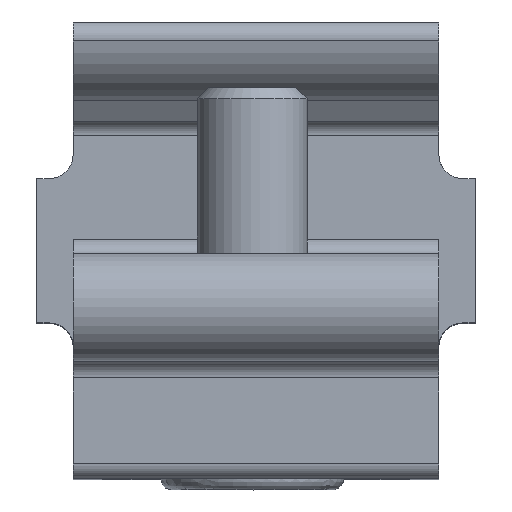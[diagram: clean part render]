
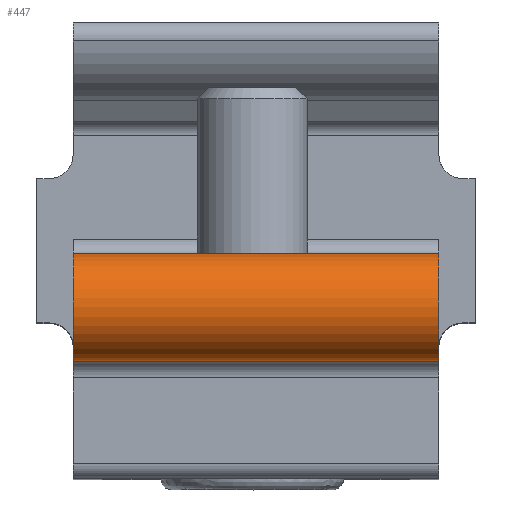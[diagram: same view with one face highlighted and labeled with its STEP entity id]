
A CAD part, top view. The second image highlights one B-rep face of the part: STEP entity #447.
In plain terms, the highlighted cylindrical face has radius 2.95 mm (diameter 5.9 mm), a partial arc.
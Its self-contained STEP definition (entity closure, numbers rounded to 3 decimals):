
#447=ADVANCED_FACE('',(#605),#606,.T.);
#605=FACE_OUTER_BOUND('',#806,.T.);
#606=CYLINDRICAL_SURFACE('',#807,2.95);
#806=EDGE_LOOP('',(#1294,#1295,#1296,#1297));
#807=AXIS2_PLACEMENT_3D('',#1298,#1299,#1300);
#1294=ORIENTED_EDGE('',*,*,#1730,.F.);
#1295=ORIENTED_EDGE('',*,*,#1711,.F.);
#1296=ORIENTED_EDGE('',*,*,#1724,.F.);
#1297=ORIENTED_EDGE('',*,*,#1735,.T.);
#1298=CARTESIAN_POINT('',(-6.283,-23.418,22.98));
#1299=DIRECTION('',(-1.0,0.,0.));
#1300=DIRECTION('',(0.,0.,-1.0));
#1711=EDGE_CURVE('',#2028,#2030,#2031,.T.);
#1724=EDGE_CURVE('',#2049,#2028,#2051,.T.);
#1730=EDGE_CURVE('',#2030,#2057,#2058,.F.);
#1735=EDGE_CURVE('',#2049,#2057,#2063,.F.);
#2028=VERTEX_POINT('',#2622);
#2030=VERTEX_POINT('',#2625);
#2031=LINE('',#2626,#2627);
#2049=VERTEX_POINT('',#2652);
#2051=CIRCLE('',#2655,2.95);
#2057=VERTEX_POINT('',#2663);
#2058=CIRCLE('',#2664,2.95);
#2063=LINE('',#2672,#2673);
#2622=CARTESIAN_POINT('',(-21.283,-20.468,22.98));
#2625=CARTESIAN_POINT('',(-1.283,-20.468,22.98));
#2626=CARTESIAN_POINT('',(-11.283,-20.468,22.98));
#2627=VECTOR('',#2984,1.0);
#2652=CARTESIAN_POINT('',(-21.283,-26.368,22.98));
#2655=AXIS2_PLACEMENT_3D('',#3005,#3006,#3007);
#2663=CARTESIAN_POINT('',(-1.283,-26.368,22.98));
#2664=AXIS2_PLACEMENT_3D('',#3019,#3020,#3021);
#2672=CARTESIAN_POINT('',(-6.283,-26.368,22.98));
#2673=VECTOR('',#3028,1.0);
#2984=DIRECTION('',(1.0,0.,0.));
#3005=CARTESIAN_POINT('',(-21.283,-23.418,22.98));
#3006=DIRECTION('',(-1.0,0.,0.));
#3007=DIRECTION('',(0.,0.,-1.0));
#3019=CARTESIAN_POINT('',(-1.283,-23.418,22.98));
#3020=DIRECTION('',(-1.0,0.,0.));
#3021=DIRECTION('',(0.,0.,-1.0));
#3028=DIRECTION('',(-1.0,0.,0.));
